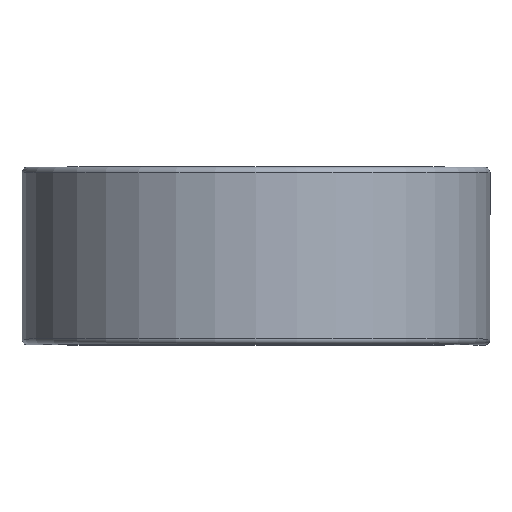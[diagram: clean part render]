
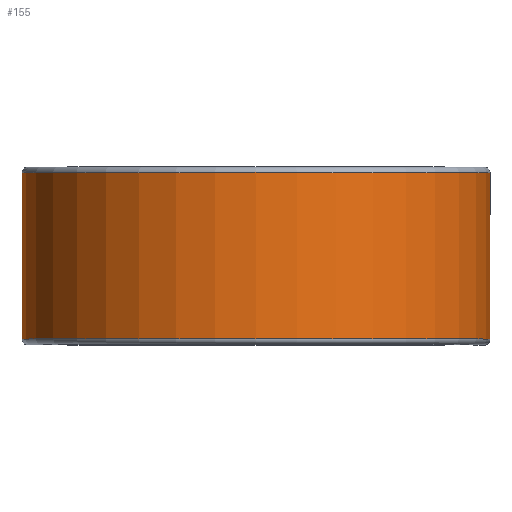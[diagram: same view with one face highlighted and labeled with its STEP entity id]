
A CAD part, top view. The second image highlights one B-rep face of the part: STEP entity #155.
In plain terms, the highlighted cylindrical face has radius 31.382 mm (diameter 62.763 mm), a partial arc.
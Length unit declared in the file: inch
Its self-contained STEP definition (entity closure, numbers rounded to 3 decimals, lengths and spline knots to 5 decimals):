
#63 = AXIS2_PLACEMENT_3D ( 'NONE', #281, #1609, #513 ) ;
#120 = LINE ( 'NONE', #654, #744 ) ;
#155 = ADVANCED_FACE ( 'NONE', ( #1094 ), #764, .T. ) ;
#221 = AXIS2_PLACEMENT_3D ( 'NONE', #1391, #1937, #1242 ) ;
#245 = AXIS2_PLACEMENT_3D ( 'NONE', #413, #1707, #625 ) ;
#281 = CARTESIAN_POINT ( 'NONE',  ( 0., -0.43875, 0. ) ) ;
#381 = ORIENTED_EDGE ( 'NONE', *, *, #1124, .F. ) ;
#394 = CARTESIAN_POINT ( 'NONE',  ( 1.2355, 0.43875, 0. ) ) ;
#395 = LINE ( 'NONE', #850, #399 ) ;
#399 = VECTOR ( 'NONE', #1185, 39.37008 ) ;
#413 = CARTESIAN_POINT ( 'NONE',  ( 0., 0.43875, 0. ) ) ;
#445 = VERTEX_POINT ( 'NONE', #394 ) ;
#513 = DIRECTION ( 'NONE',  ( 0., 0., -1. ) ) ;
#521 = EDGE_CURVE ( 'NONE', #2198, #1369, #395, .T. ) ;
#625 = DIRECTION ( 'NONE',  ( 0., 0., -1. ) ) ;
#654 = CARTESIAN_POINT ( 'NONE',  ( 1.2355, 0.43875, 0. ) ) ;
#720 = CIRCLE ( 'NONE', #245, 1.2355 ) ;
#744 = VECTOR ( 'NONE', #1222, 39.37008 ) ;
#764 = CYLINDRICAL_SURFACE ( 'NONE', #221, 1.2355 ) ;
#836 = CIRCLE ( 'NONE', #63, 1.2355 ) ;
#850 = CARTESIAN_POINT ( 'NONE',  ( 0., 0.43875, -1.2355 ) ) ;
#860 = EDGE_CURVE ( 'NONE', #2243, #445, #120, .T. ) ;
#1094 = FACE_OUTER_BOUND ( 'NONE', #2418, .T. ) ;
#1124 = EDGE_CURVE ( 'NONE', #2243, #2198, #836, .T. ) ;
#1185 = DIRECTION ( 'NONE',  ( 0., 1., 0. ) ) ;
#1222 = DIRECTION ( 'NONE',  ( 0., 1., 0. ) ) ;
#1242 = DIRECTION ( 'NONE',  ( 0., 0., -1. ) ) ;
#1287 = ORIENTED_EDGE ( 'NONE', *, *, #1782, .T. ) ;
#1369 = VERTEX_POINT ( 'NONE', #2021 ) ;
#1391 = CARTESIAN_POINT ( 'NONE',  ( 0., 0.4375, 0. ) ) ;
#1586 = CARTESIAN_POINT ( 'NONE',  ( 1.2355, -0.43875, 0. ) ) ;
#1609 = DIRECTION ( 'NONE',  ( 0., -1., 0. ) ) ;
#1707 = DIRECTION ( 'NONE',  ( 0., -1., 0. ) ) ;
#1782 = EDGE_CURVE ( 'NONE', #445, #1369, #720, .T. ) ;
#1836 = ORIENTED_EDGE ( 'NONE', *, *, #521, .F. ) ;
#1937 = DIRECTION ( 'NONE',  ( 0., -1., 0. ) ) ;
#2021 = CARTESIAN_POINT ( 'NONE',  ( 0., 0.43875, -1.2355 ) ) ;
#2085 = ORIENTED_EDGE ( 'NONE', *, *, #860, .T. ) ;
#2198 = VERTEX_POINT ( 'NONE', #2311 ) ;
#2243 = VERTEX_POINT ( 'NONE', #1586 ) ;
#2311 = CARTESIAN_POINT ( 'NONE',  ( 0., -0.43875, -1.2355 ) ) ;
#2418 = EDGE_LOOP ( 'NONE', ( #2085, #1287, #1836, #381 ) ) ;
